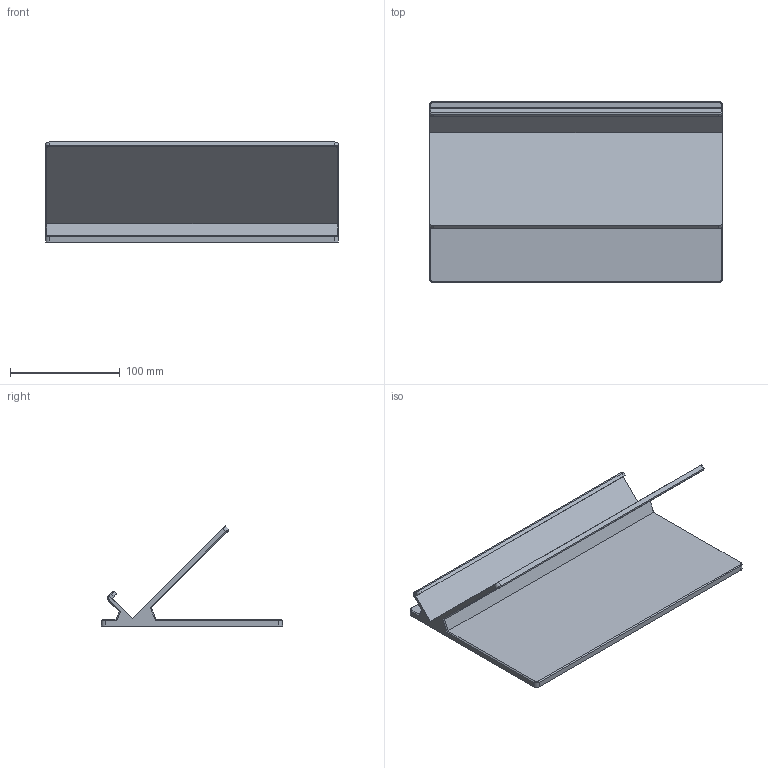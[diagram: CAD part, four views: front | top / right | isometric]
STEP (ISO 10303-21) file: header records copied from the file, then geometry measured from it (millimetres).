
FILE_DESCRIPTION(('HOOPS Exchange Step'),'2;1');
FILE_NAME('temp_export','2022-07-15T12:16:44-04:00',('mikearmstrong'),('Shapr3D Limited'),'HOOPS Exchange 2022.1','Shapr3D','Authorized');
FILE_SCHEMA( ('AP203_CONFIGURATION_CONTROLLED_3D_DESIGN_OF_MECHANICAL_PARTS_AND_ASSEMBLIES_MIM_LF') );
Length unit declared in the file: millimetre
Products named in the file (1): root
Bounding box: 267 x 165 x 91.17 mm (x, y, z)
Volume: 488438.5 mm3; surface area: 165990.8 mm2
Topology: 1 solids, 1 shells, 56 faces, 134 edges, 80 vertices
Faces by surface type: plane 37, cone 10, cylinder 9
Entity records: 1606 total; most frequent: DIRECTION 276, CARTESIAN_POINT 271, ORIENTED_EDGE 268, EDGE_CURVE 134, VECTOR 106, LINE 106, AXIS2_PLACEMENT_3D 85, VERTEX_POINT 80
